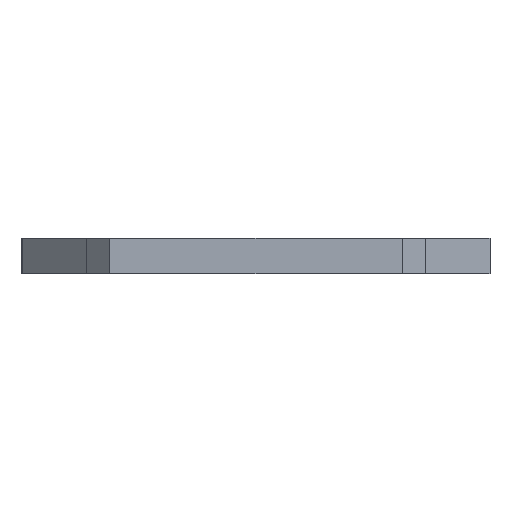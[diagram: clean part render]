
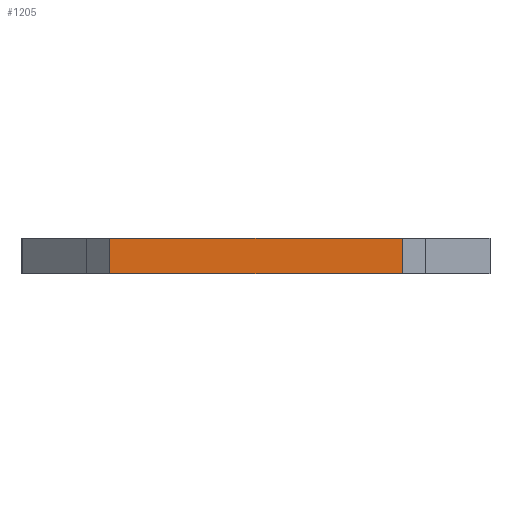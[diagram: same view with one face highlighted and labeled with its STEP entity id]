
A CAD part, left-side view. The second image highlights one B-rep face of the part: STEP entity #1205.
In plain terms, the highlighted planar face has unit normal (-1, 0, 0).
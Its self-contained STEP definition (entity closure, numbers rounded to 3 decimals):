
#812=CARTESIAN_POINT('',(-14.5,12.5,3.0));
#813=VERTEX_POINT('',#812);
#820=CARTESIAN_POINT('',(-14.5,-12.5,3.0));
#821=VERTEX_POINT('',#820);
#822=CARTESIAN_POINT('',(-14.5,12.5,3.0));
#823=DIRECTION('',(0.0,-1.0,0.0));
#824=VECTOR('',#823,25.);
#825=LINE('',#822,#824);
#826=EDGE_CURVE('',#813,#821,#825,.T.);
#1175=CARTESIAN_POINT('',(-14.5,12.5,3.0));
#1176=DIRECTION('',(-1.0,0.0,0.0));
#1177=DIRECTION('',(0.0,0.0,1.0));
#1178=AXIS2_PLACEMENT_3D('',#1175,#1176,#1177);
#1179=PLANE('',#1178);
#1180=ORIENTED_EDGE('',*,*,#826,.F.);
#1181=CARTESIAN_POINT('',(-14.5,12.5,0.));
#1182=VERTEX_POINT('',#1181);
#1183=CARTESIAN_POINT('',(-14.5,12.5,3.0));
#1184=DIRECTION('',(0.0,0.0,-1.0));
#1185=VECTOR('',#1184,3.);
#1186=LINE('',#1183,#1185);
#1187=EDGE_CURVE('',#813,#1182,#1186,.T.);
#1188=ORIENTED_EDGE('',*,*,#1187,.T.);
#1189=CARTESIAN_POINT('',(-14.5,-12.5,0.));
#1190=VERTEX_POINT('',#1189);
#1191=CARTESIAN_POINT('',(-14.5,12.5,0.0));
#1192=DIRECTION('',(0.0,-1.0,0.0));
#1193=VECTOR('',#1192,25.);
#1194=LINE('',#1191,#1193);
#1195=EDGE_CURVE('',#1182,#1190,#1194,.T.);
#1196=ORIENTED_EDGE('',*,*,#1195,.T.);
#1197=CARTESIAN_POINT('',(-14.5,-12.5,3.0));
#1198=DIRECTION('',(0.0,0.0,-1.0));
#1199=VECTOR('',#1198,3.);
#1200=LINE('',#1197,#1199);
#1201=EDGE_CURVE('',#821,#1190,#1200,.T.);
#1202=ORIENTED_EDGE('',*,*,#1201,.F.);
#1203=EDGE_LOOP('',(#1180,#1188,#1196,#1202));
#1204=FACE_OUTER_BOUND('',#1203,.T.);
#1205=ADVANCED_FACE('',(#1204),#1179,.T.);
